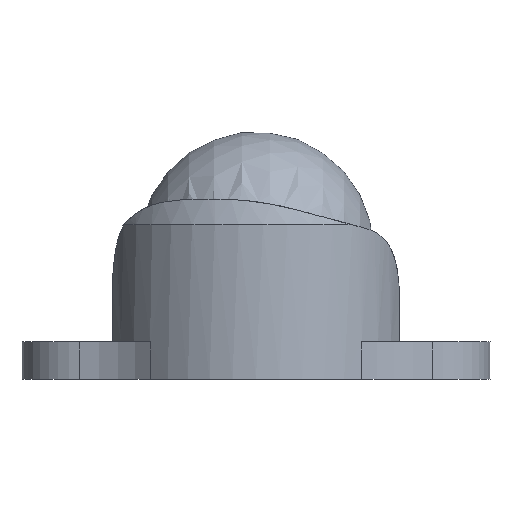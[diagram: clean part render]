
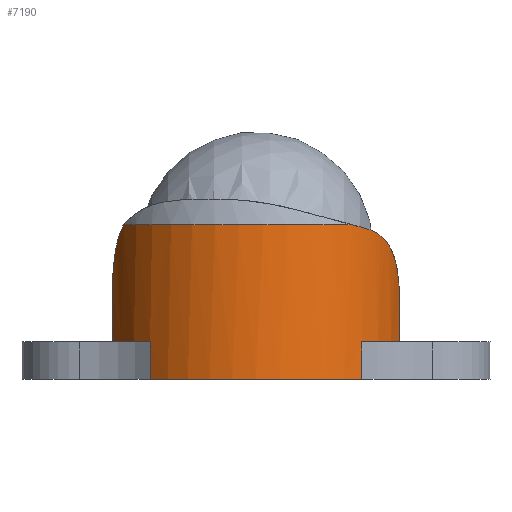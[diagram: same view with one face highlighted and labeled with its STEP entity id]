
A CAD part, front view. The second image highlights one B-rep face of the part: STEP entity #7190.
In plain terms, the highlighted cylindrical face has radius 6.032 mm (diameter 12.065 mm), a partial arc.
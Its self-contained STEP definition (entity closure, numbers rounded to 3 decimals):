
#178=ELLIPSE('',#7629,6.245,6.032);
#441=B_SPLINE_CURVE_WITH_KNOTS('',3,(#9236,#9237,#9238,#9239,#9240,#9241,
#9242,#9243,#9244,#9245,#9246,#9247,#9248,#9249),.UNSPECIFIED.,.F.,.F.,
(4,2,2,2,2,2,4),(0.936,1.016,1.096,1.179,
1.263,1.352,1.369),.UNSPECIFIED.);
#442=B_SPLINE_CURVE_WITH_KNOTS('',3,(#9255,#9256,#9257,#9258,#9259,#9260),
 .UNSPECIFIED.,.F.,.F.,(4,2,4),(-3.205,-3.066,-2.901),
 .UNSPECIFIED.);
#934=LINE('',#11108,#1602);
#935=LINE('',#11110,#1603);
#936=LINE('',#11112,#1604);
#937=LINE('',#11115,#1605);
#1602=VECTOR('',#8131,1000.);
#1603=VECTOR('',#8134,1000.);
#1604=VECTOR('',#8135,1000.);
#1605=VECTOR('',#8138,1000.);
#2110=CYLINDRICAL_SURFACE('',#7627,6.033);
#2136=FACE_OUTER_BOUND('',#2554,.T.);
#2554=EDGE_LOOP('',(#5104,#5105,#5106,#5107,#5108,#5109,#5110,#5111,#5112,
#5113,#5114));
#2954=CIRCLE('',#7606,6.033);
#2961=CIRCLE('',#7617,6.033);
#2964=CIRCLE('',#7624,6.033);
#2965=CIRCLE('',#7628,6.033);
#3000=VERTEX_POINT('',#9233);
#3001=VERTEX_POINT('',#9235);
#3002=VERTEX_POINT('',#9252);
#3003=VERTEX_POINT('',#9254);
#3019=VERTEX_POINT('',#9338);
#3020=VERTEX_POINT('',#9340);
#3296=VERTEX_POINT('',#11087);
#3297=VERTEX_POINT('',#11089);
#3300=VERTEX_POINT('',#11102);
#3301=VERTEX_POINT('',#11111);
#3302=VERTEX_POINT('',#11113);
#3706=EDGE_CURVE('',#3001,#3000,#441,.T.);
#3709=EDGE_CURVE('',#3003,#3002,#442,.T.);
#3729=EDGE_CURVE('',#3020,#3019,#2954,.T.);
#4008=EDGE_CURVE('',#3296,#3297,#2961,.T.);
#4017=EDGE_CURVE('',#3300,#3003,#2964,.T.);
#4018=EDGE_CURVE('',#3002,#3297,#934,.T.);
#4019=EDGE_CURVE('',#3296,#3020,#935,.T.);
#4020=EDGE_CURVE('',#3019,#3301,#936,.T.);
#4021=EDGE_CURVE('',#3302,#3301,#2965,.T.);
#4022=EDGE_CURVE('',#3302,#3001,#937,.T.);
#4023=EDGE_CURVE('',#3000,#3300,#178,.T.);
#5104=ORIENTED_EDGE('',*,*,#4008,.F.);
#5105=ORIENTED_EDGE('',*,*,#4019,.T.);
#5106=ORIENTED_EDGE('',*,*,#3729,.T.);
#5107=ORIENTED_EDGE('',*,*,#4020,.T.);
#5108=ORIENTED_EDGE('',*,*,#4021,.F.);
#5109=ORIENTED_EDGE('',*,*,#4022,.T.);
#5110=ORIENTED_EDGE('',*,*,#3706,.T.);
#5111=ORIENTED_EDGE('',*,*,#4023,.T.);
#5112=ORIENTED_EDGE('',*,*,#4017,.T.);
#5113=ORIENTED_EDGE('',*,*,#3709,.T.);
#5114=ORIENTED_EDGE('',*,*,#4018,.T.);
#7190=ADVANCED_FACE('',(#2136),#2110,.T.);
#7606=AXIS2_PLACEMENT_3D('',#9341,#7933,#7934);
#7617=AXIS2_PLACEMENT_3D('',#11090,#8106,#8107);
#7624=AXIS2_PLACEMENT_3D('',#11105,#8125,#8126);
#7627=AXIS2_PLACEMENT_3D('',#11109,#8132,#8133);
#7628=AXIS2_PLACEMENT_3D('',#11114,#8136,#8137);
#7629=AXIS2_PLACEMENT_3D('',#11116,#8139,#8140);
#7933=DIRECTION('center_axis',(0.,0.,1.));
#7934=DIRECTION('ref_axis',(1.,0.,0.));
#8106=DIRECTION('center_axis',(0.,0.,-1.));
#8107=DIRECTION('ref_axis',(-1.,0.,0.));
#8125=DIRECTION('center_axis',(0.,0.,-1.));
#8126=DIRECTION('ref_axis',(1.,0.,0.));
#8131=DIRECTION('',(0.,0.,-1.));
#8132=DIRECTION('center_axis',(0.,0.,1.));
#8133=DIRECTION('ref_axis',(-0.968,-0.253,0.));
#8134=DIRECTION('',(0.,0.,-1.));
#8135=DIRECTION('',(0.,0.,1.));
#8136=DIRECTION('center_axis',(0.,0.,-1.));
#8137=DIRECTION('ref_axis',(-1.,0.,0.));
#8138=DIRECTION('',(0.,0.,1.));
#8139=DIRECTION('center_axis',(-0.259,0.,
-0.966));
#8140=DIRECTION('ref_axis',(0.966,0.,-0.259));
#9233=CARTESIAN_POINT('',(4.458,-4.064,4.616));
#9235=CARTESIAN_POINT('',(5.837,-1.524,1.617));
#9236=CARTESIAN_POINT('Ctrl Pts',(5.837,-1.524,1.617));
#9237=CARTESIAN_POINT('Ctrl Pts',(5.837,-1.524,1.883));
#9238=CARTESIAN_POINT('Ctrl Pts',(5.826,-1.566,2.17));
#9239=CARTESIAN_POINT('Ctrl Pts',(5.779,-1.734,2.716));
#9240=CARTESIAN_POINT('Ctrl Pts',(5.74,-1.861,2.975));
#9241=CARTESIAN_POINT('Ctrl Pts',(5.637,-2.153,3.422));
#9242=CARTESIAN_POINT('Ctrl Pts',(5.563,-2.345,3.645));
#9243=CARTESIAN_POINT('Ctrl Pts',(5.365,-2.768,4.021));
#9244=CARTESIAN_POINT('Ctrl Pts',(5.241,-2.998,4.175));
#9245=CARTESIAN_POINT('Ctrl Pts',(4.962,-3.441,4.413));
#9246=CARTESIAN_POINT('Ctrl Pts',(4.782,-3.691,4.512));
#9247=CARTESIAN_POINT('Ctrl Pts',(4.538,-3.975,4.593));
#9248=CARTESIAN_POINT('Ctrl Pts',(4.498,-4.02,4.605));
#9249=CARTESIAN_POINT('Ctrl Pts',(4.458,-4.064,4.616));
#9252=CARTESIAN_POINT('',(-5.837,-1.524,2.));
#9254=CARTESIAN_POINT('',(-5.39,-2.71,4.762));
#9255=CARTESIAN_POINT('Ctrl Pts',(-5.39,-2.71,4.762));
#9256=CARTESIAN_POINT('Ctrl Pts',(-5.55,-2.391,4.46));
#9257=CARTESIAN_POINT('Ctrl Pts',(-5.658,-2.104,4.076));
#9258=CARTESIAN_POINT('Ctrl Pts',(-5.808,-1.652,3.132));
#9259=CARTESIAN_POINT('Ctrl Pts',(-5.837,-1.524,2.552));
#9260=CARTESIAN_POINT('Ctrl Pts',(-5.837,-1.524,2.));
#9338=CARTESIAN_POINT('',(4.306,-4.224,-1.524));
#9340=CARTESIAN_POINT('',(-4.306,-4.224,-1.524));
#9341=CARTESIAN_POINT('Origin',(0.,0.,-1.524));
#11087=CARTESIAN_POINT('',(-4.306,-4.224,0.));
#11089=CARTESIAN_POINT('',(-5.837,-1.524,0.));
#11090=CARTESIAN_POINT('Origin',(0.,0.,0.));
#11102=CARTESIAN_POINT('',(3.91,-4.594,4.762));
#11105=CARTESIAN_POINT('Origin',(0.,0.,4.762));
#11108=CARTESIAN_POINT('',(-5.837,-1.524,-1.524));
#11109=CARTESIAN_POINT('Origin',(0.,0.,-1.524));
#11110=CARTESIAN_POINT('',(-4.306,-4.224,-1.524));
#11111=CARTESIAN_POINT('',(4.306,-4.224,0.));
#11112=CARTESIAN_POINT('',(4.306,-4.224,-1.524));
#11113=CARTESIAN_POINT('',(5.837,-1.524,0.));
#11114=CARTESIAN_POINT('Origin',(0.,0.,0.));
#11115=CARTESIAN_POINT('',(5.837,-1.524,0.));
#11116=CARTESIAN_POINT('Origin',(0.,0.,
5.81));
